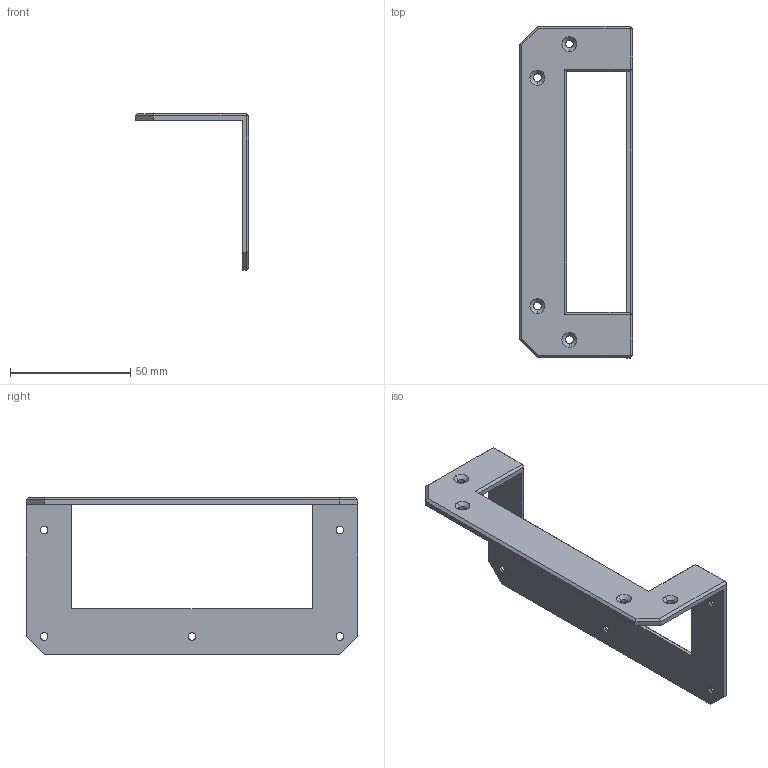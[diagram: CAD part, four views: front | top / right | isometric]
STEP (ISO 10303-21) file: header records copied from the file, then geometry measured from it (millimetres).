
FILE_DESCRIPTION(('FreeCAD Model'),'2;1');
FILE_NAME('1_orange_front_panel_up.stp','2021-01-19T21:39:30',('Author'),('') ,'Open CASCADE STEP processor 7.3','FreeCAD','Unknown');
FILE_SCHEMA(('AUTOMOTIVE_DESIGN { 1 0 10303 214 1 1 1 1 }'));
Length unit declared in the file: millimetre
Products named in the file (1): orange_outer_front_panel
Bounding box: 47.12 x 138 x 65.3 mm (x, y, z)
Volume: 20853.8 mm3; surface area: 17608.3 mm2
Topology: 1 solids, 1 shells, 74 faces, 180 edges, 106 vertices
Faces by surface type: bspline 38, revolution 36
Entity records: 5243 total; most frequent: CARTESIAN_POINT 2203, ORIENTED_EDGE 360, PCURVE 360, DEFINITIONAL_REPRESENTATION 360, B_SPLINE_CURVE_WITH_KNOTS 360, DIRECTION 308, EDGE_CURVE 180, SURFACE_CURVE 180
